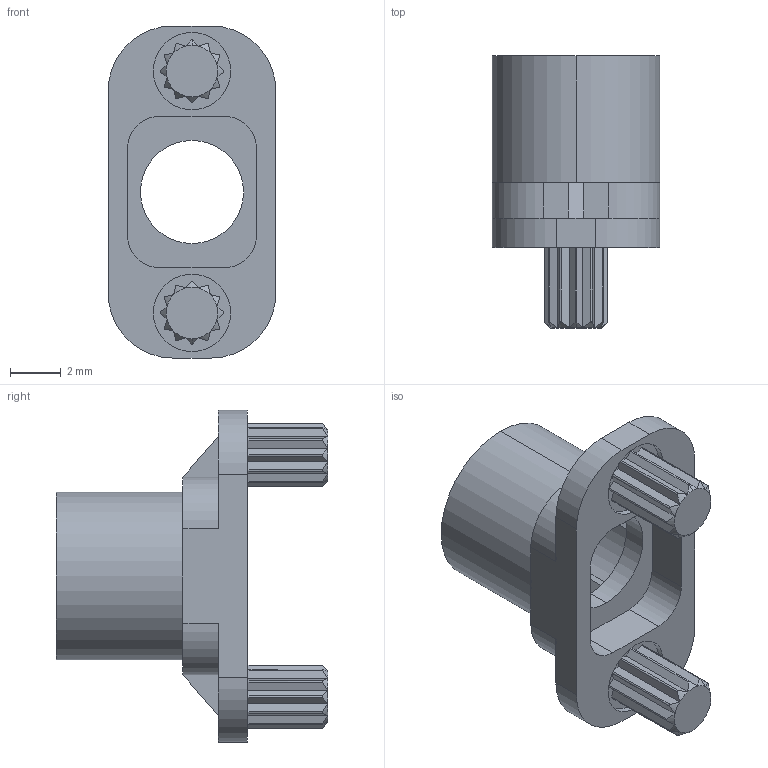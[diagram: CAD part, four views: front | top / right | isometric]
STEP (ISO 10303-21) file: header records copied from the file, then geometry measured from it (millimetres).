
FILE_DESCRIPTION (( 'STEP AP203' ), '1' );
FILE_NAME ('SMD 4.STEP', '2019-12-26T16:47:38', ( '' ), ( '' ), 'SwSTEP 2.0', 'SolidWorks 2018', '' );
FILE_SCHEMA (( 'CONFIG_CONTROL_DESIGN' ));
Length unit declared in the file: inch
Products named in the file (1): SMD 4
Bounding box: 6.6 x 10.71 x 13.08 mm (x, y, z)
Volume: 199.8 mm3; surface area: 513.5 mm2
Topology: 1 solids, 1 shells, 172 faces, 436 edges, 272 vertices
Faces by surface type: plane 88, cylinder 56, cone 28
Entity records: 5637 total; most frequent: CARTESIAN_POINT 1508, ORIENTED_EDGE 872, DIRECTION 806, EDGE_CURVE 436, AXIS2_PLACEMENT_3D 286, VERTEX_POINT 272, VECTOR 234, LINE 234
